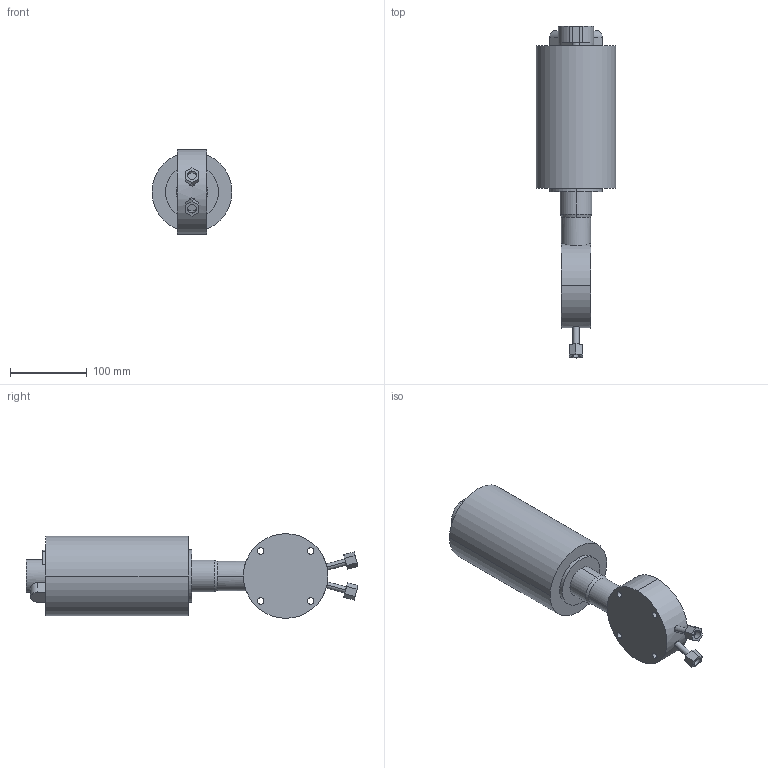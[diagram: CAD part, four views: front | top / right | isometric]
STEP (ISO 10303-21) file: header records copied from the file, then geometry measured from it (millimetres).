
FILE_DESCRIPTION (( 'STEP AP214' ), '1' );
FILE_NAME ('4865050xxx-xxx.STEP', '2014-03-06T07:03:39', ( 'install' ), ( 'Microsoft' ), 'SwSTEP 2.0', 'SolidWorks 2013', '' );
FILE_SCHEMA (( 'AUTOMOTIVE_DESIGN' ));
Length unit declared in the file: millimetre
Products named in the file (1): 4865050xxx-xxx
Bounding box: 104 x 431.8 x 110 mm (x, y, z)
Volume: 2087986.3 mm3; surface area: 129538.5 mm2
Topology: 1 solids, 1 shells, 400 faces, 1056 edges, 700 vertices
Faces by surface type: bspline 215, plane 140, cylinder 43, cone 2
Entity records: 17293 total; most frequent: CARTESIAN_POINT 8774, ORIENTED_EDGE 2112, DIRECTION 1059, EDGE_CURVE 1056, VERTEX_POINT 700, VECTOR 537, LINE 537, EDGE_LOOP 450
